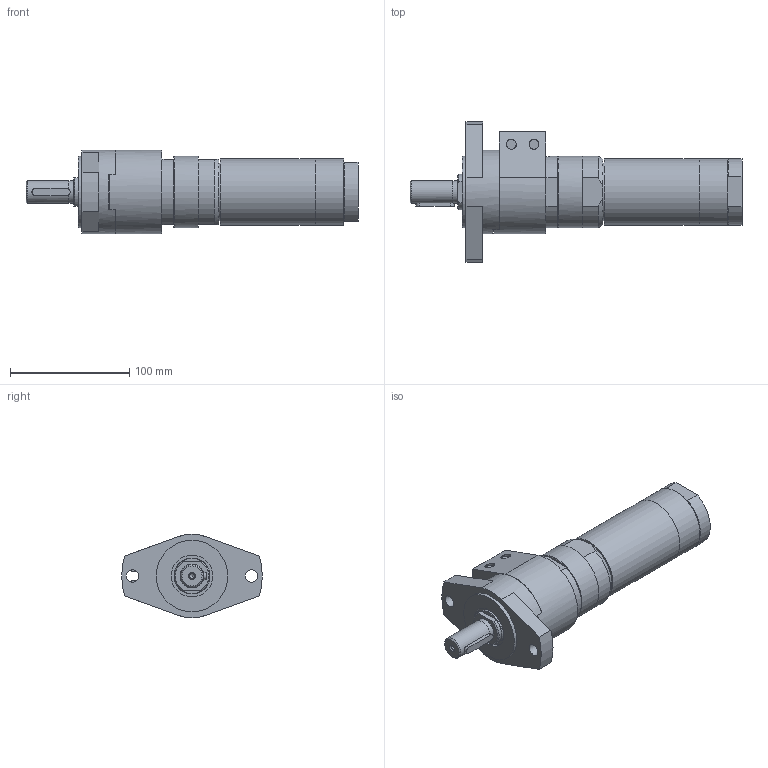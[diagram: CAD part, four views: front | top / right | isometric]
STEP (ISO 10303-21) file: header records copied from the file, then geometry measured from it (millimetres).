
FILE_DESCRIPTION(/* description */ (''),/* implementation_level */ '2;1');
FILE_NAME(/* name */ 'MUD 40-90 F100_60031897.stp',/* time_stamp */ '2018-11-27T13:10:23+01:00',/* author */ ('flambert'),/* organization */ (''),/* preprocessor_version */ 'ST-DEVELOPER v17',/* originating_system */ 'Autodesk Inventor 2018',/* authorisation */ '');
FILE_SCHEMA (('AUTOMOTIVE_DESIGN { 1 0 10303 214 3 1 1 }'));
Length unit declared in the file: millimetre
Products named in the file (1): MUD 40-90 F100_60031897
Bounding box: 278.7 x 118 x 70 mm (x, y, z)
Volume: 747936.8 mm3; surface area: 80258.8 mm2
Topology: 1 solids, 6 shells, 263 faces, 708 edges, 479 vertices
Faces by surface type: plane 150, cylinder 60, cone 35, torus 9, bspline 7, sphere 2
Full cylindrical faces by diameter (mm): 1.55 x2, 3.6 x1, 4 x1, 4.134 x1, 5 x1, 5.5 x1, 8.376 x2, 10 x2, 10.3 x2, 10.5 x2, 11.445 x2, 14.95 x1, 16 x2, 18 x2, 18.8 x1, 19 x1, 29.95 x1, 35 x1, 36.5 x1, 40 x1, 48.178 x1, 55.178 x1, 56 x2, 60 x2, 70 x1
Entity records: 8901 total; most frequent: CARTESIAN_POINT 1760, DIRECTION 1434, ORIENTED_EDGE 1410, EDGE_CURVE 705, AXIS2_PLACEMENT_3D 536, VERTEX_POINT 479, LINE 362, VECTOR 362
